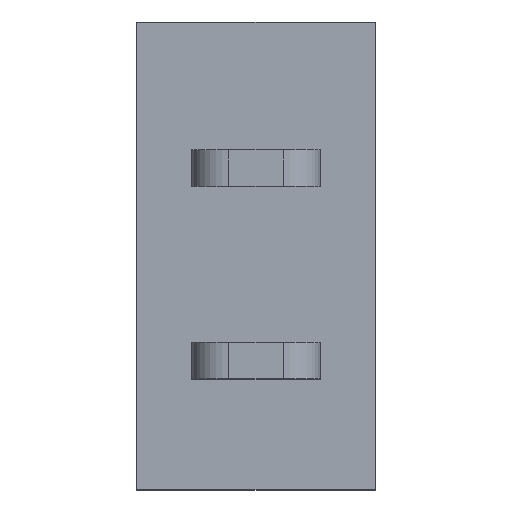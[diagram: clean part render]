
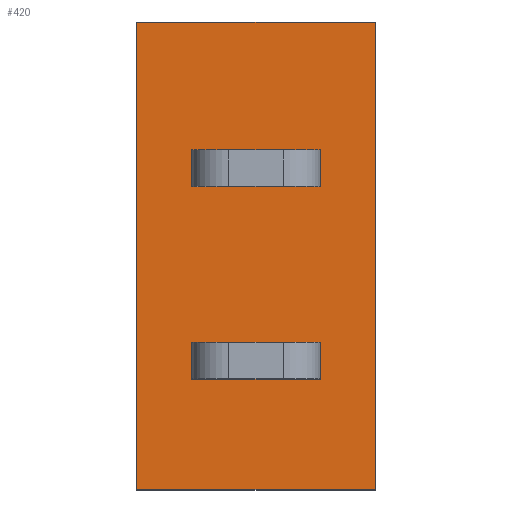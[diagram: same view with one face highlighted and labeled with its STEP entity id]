
A CAD part, top view. The second image highlights one B-rep face of the part: STEP entity #420.
In plain terms, the highlighted planar face has unit normal (0, 0, 1).
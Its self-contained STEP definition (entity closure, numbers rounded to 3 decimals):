
#14=FACE_BOUND('',#78,.T.);
#15=FACE_BOUND('',#79,.T.);
#33=PLANE('',#474);
#55=FACE_OUTER_BOUND('',#77,.T.);
#77=EDGE_LOOP('',(#356,#357,#358,#359));
#78=EDGE_LOOP('',(#360,#361,#362,#363));
#79=EDGE_LOOP('',(#364,#365,#366,#367));
#90=LINE('',#607,#132);
#99=LINE('',#634,#141);
#104=LINE('',#646,#146);
#107=LINE('',#651,#149);
#108=LINE('',#653,#150);
#109=LINE('',#656,#151);
#112=LINE('',#661,#154);
#113=LINE('',#663,#155);
#117=LINE('',#681,#159);
#125=LINE('',#696,#167);
#126=LINE('',#698,#168);
#127=LINE('',#699,#169);
#132=VECTOR('',#493,10.);
#141=VECTOR('',#518,10.);
#146=VECTOR('',#531,10.);
#149=VECTOR('',#536,10.);
#150=VECTOR('',#539,10.);
#151=VECTOR('',#542,10.);
#154=VECTOR('',#547,10.);
#155=VECTOR('',#550,10.);
#159=VECTOR('',#568,10.);
#167=VECTOR('',#580,10.);
#168=VECTOR('',#583,10.);
#169=VECTOR('',#584,10.);
#188=VERTEX_POINT('',#604);
#189=VERTEX_POINT('',#606);
#198=VERTEX_POINT('',#631);
#199=VERTEX_POINT('',#633);
#202=VERTEX_POINT('',#645);
#203=VERTEX_POINT('',#649);
#204=VERTEX_POINT('',#655);
#205=VERTEX_POINT('',#659);
#211=VERTEX_POINT('',#678);
#212=VERTEX_POINT('',#680);
#216=VERTEX_POINT('',#692);
#217=VERTEX_POINT('',#694);
#225=EDGE_CURVE('',#189,#188,#90,.T.);
#238=EDGE_CURVE('',#199,#198,#99,.T.);
#244=EDGE_CURVE('',#202,#189,#104,.T.);
#247=EDGE_CURVE('',#188,#203,#107,.T.);
#248=EDGE_CURVE('',#203,#202,#108,.T.);
#249=EDGE_CURVE('',#204,#199,#109,.T.);
#252=EDGE_CURVE('',#198,#205,#112,.T.);
#253=EDGE_CURVE('',#205,#204,#113,.T.);
#261=EDGE_CURVE('',#211,#212,#117,.T.);
#269=EDGE_CURVE('',#216,#217,#125,.T.);
#270=EDGE_CURVE('',#211,#216,#126,.T.);
#271=EDGE_CURVE('',#212,#217,#127,.T.);
#356=ORIENTED_EDGE('',*,*,#270,.T.);
#357=ORIENTED_EDGE('',*,*,#269,.T.);
#358=ORIENTED_EDGE('',*,*,#271,.F.);
#359=ORIENTED_EDGE('',*,*,#261,.F.);
#360=ORIENTED_EDGE('',*,*,#244,.T.);
#361=ORIENTED_EDGE('',*,*,#225,.T.);
#362=ORIENTED_EDGE('',*,*,#247,.T.);
#363=ORIENTED_EDGE('',*,*,#248,.T.);
#364=ORIENTED_EDGE('',*,*,#249,.T.);
#365=ORIENTED_EDGE('',*,*,#238,.T.);
#366=ORIENTED_EDGE('',*,*,#252,.T.);
#367=ORIENTED_EDGE('',*,*,#253,.T.);
#420=ADVANCED_FACE('',(#55,#14,#15),#33,.T.);
#474=AXIS2_PLACEMENT_3D('',#697,#581,#582);
#493=DIRECTION('',(-1.,0.,0.));
#518=DIRECTION('',(1.,0.,0.));
#531=DIRECTION('',(0.,-1.,0.));
#536=DIRECTION('',(0.,1.,0.));
#539=DIRECTION('',(1.,0.,0.));
#542=DIRECTION('',(0.,1.,0.));
#547=DIRECTION('',(0.,-1.,0.));
#550=DIRECTION('',(-1.,0.,0.));
#568=DIRECTION('',(1.,0.,0.));
#580=DIRECTION('',(1.,0.,0.));
#581=DIRECTION('center_axis',(0.,0.,1.));
#582=DIRECTION('ref_axis',(0.,-1.,0.));
#583=DIRECTION('',(0.,-1.,0.));
#584=DIRECTION('',(0.,-1.,0.));
#604=CARTESIAN_POINT('',(1.5,-3.375,6.45));
#606=CARTESIAN_POINT('',(5.,-3.375,6.45));
#607=CARTESIAN_POINT('',(0.75,-3.375,6.45));
#631=CARTESIAN_POINT('',(5.,2.875,6.45));
#633=CARTESIAN_POINT('',(1.5,2.875,6.45));
#634=CARTESIAN_POINT('',(2.5,2.875,6.45));
#645=CARTESIAN_POINT('',(5.,-2.375,6.45));
#646=CARTESIAN_POINT('',(5.,1.5,6.45));
#649=CARTESIAN_POINT('',(1.5,-2.375,6.45));
#651=CARTESIAN_POINT('',(1.5,2.,6.45));
#653=CARTESIAN_POINT('',(2.5,-2.375,6.45));
#655=CARTESIAN_POINT('',(1.5,1.875,6.45));
#656=CARTESIAN_POINT('',(1.5,4.625,6.45));
#659=CARTESIAN_POINT('',(5.,1.875,6.45));
#661=CARTESIAN_POINT('',(5.,4.125,6.45));
#663=CARTESIAN_POINT('',(0.75,1.875,6.45));
#678=CARTESIAN_POINT('',(0.,6.375,6.45));
#680=CARTESIAN_POINT('',(6.5,6.375,6.45));
#681=CARTESIAN_POINT('',(0.,6.375,6.45));
#692=CARTESIAN_POINT('',(0.,-6.375,6.45));
#694=CARTESIAN_POINT('',(6.5,-6.375,6.45));
#696=CARTESIAN_POINT('',(0.,-6.375,6.45));
#697=CARTESIAN_POINT('Origin',(0.,6.375,6.45));
#698=CARTESIAN_POINT('',(0.,6.375,6.45));
#699=CARTESIAN_POINT('',(6.5,6.375,6.45));
